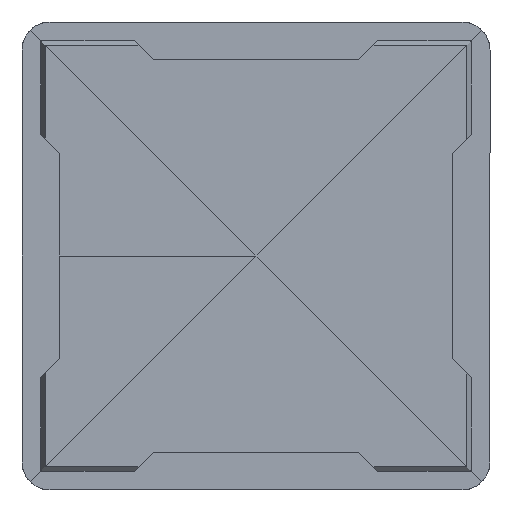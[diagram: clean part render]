
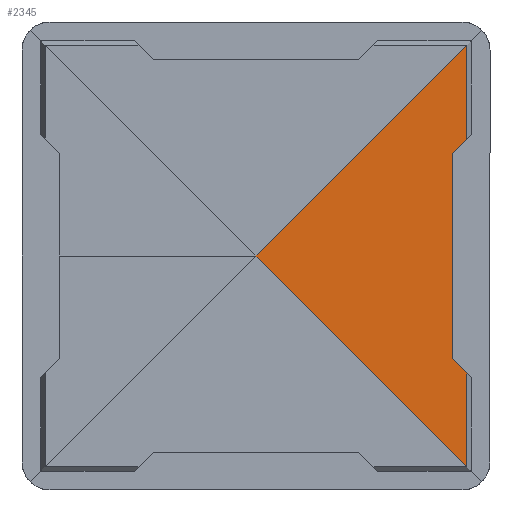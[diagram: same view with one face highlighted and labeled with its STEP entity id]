
A CAD part, front view. The second image highlights one B-rep face of the part: STEP entity #2345.
In plain terms, the highlighted planar face has unit normal (0, -1, 0).
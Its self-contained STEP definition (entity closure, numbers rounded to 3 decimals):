
#23 = VERTEX_POINT ( 'NONE', #3930 ) ;
#142 = VECTOR ( 'NONE', #2706, 1000. ) ;
#147 = VERTEX_POINT ( 'NONE', #2269 ) ;
#447 = DIRECTION ( 'NONE',  ( 0., 0., -1. ) ) ;
#468 = CARTESIAN_POINT ( 'NONE',  ( 25., 0., 15. ) ) ;
#519 = CARTESIAN_POINT ( 'NONE',  ( 22.5, 0., 12.5 ) ) ;
#706 = EDGE_CURVE ( 'NONE', #2544, #3015, #2997, .T. ) ;
#779 = DIRECTION ( 'NONE',  ( 0., 0., 1. ) ) ;
#946 = EDGE_CURVE ( 'NONE', #2607, #1346, #2770, .T. ) ;
#967 = DIRECTION ( 'NONE',  ( 0.707, 0., -0.707 ) ) ;
#1047 = CARTESIAN_POINT ( 'NONE',  ( 21., 0., -11. ) ) ;
#1132 = VECTOR ( 'NONE', #3878, 1000. ) ;
#1170 = FACE_OUTER_BOUND ( 'NONE', #3823, .T. ) ;
#1211 = CARTESIAN_POINT ( 'NONE',  ( 22.5, 0., -26.1 ) ) ;
#1212 = ORIENTED_EDGE ( 'NONE', *, *, #3567, .F. ) ;
#1346 = VERTEX_POINT ( 'NONE', #2047 ) ;
#1437 = VECTOR ( 'NONE', #967, 1000. ) ;
#1469 = EDGE_CURVE ( 'NONE', #1346, #147, #1984, .T. ) ;
#1482 = PLANE ( 'NONE',  #3301 ) ;
#1483 = DIRECTION ( 'NONE',  ( 0., 0., 1. ) ) ;
#1520 = VECTOR ( 'NONE', #2095, 1000. ) ;
#1710 = VECTOR ( 'NONE', #1483, 1000. ) ;
#1741 = DIRECTION ( 'NONE',  ( -1., 0., 0. ) ) ;
#1779 = CARTESIAN_POINT ( 'NONE',  ( -13.05, 0., -13.05 ) ) ;
#1783 = DIRECTION ( 'NONE',  ( 0., 1., 0. ) ) ;
#1957 = VECTOR ( 'NONE', #779, 1000. ) ;
#1984 = LINE ( 'NONE', #2861, #1957 ) ;
#2024 = LINE ( 'NONE', #2638, #3296 ) ;
#2047 = CARTESIAN_POINT ( 'NONE',  ( 22.5, 0., -22.5 ) ) ;
#2095 = DIRECTION ( 'NONE',  ( 0.707, 0., 0.707 ) ) ;
#2169 = EDGE_CURVE ( 'NONE', #3015, #3641, #2024, .T. ) ;
#2180 = ORIENTED_EDGE ( 'NONE', *, *, #3479, .F. ) ;
#2269 = CARTESIAN_POINT ( 'NONE',  ( 22.5, 0., -12.5 ) ) ;
#2345 = ADVANCED_FACE ( 'NONE', ( #1170 ), #1482, .F. ) ;
#2378 = CARTESIAN_POINT ( 'NONE',  ( 0., 0., -26.1 ) ) ;
#2430 = LINE ( 'NONE', #1779, #1520 ) ;
#2519 = ORIENTED_EDGE ( 'NONE', *, *, #706, .F. ) ;
#2544 = VERTEX_POINT ( 'NONE', #519 ) ;
#2607 = VERTEX_POINT ( 'NONE', #3841 ) ;
#2638 = CARTESIAN_POINT ( 'NONE',  ( 21., 0., 11. ) ) ;
#2662 = LINE ( 'NONE', #1211, #1710 ) ;
#2706 = DIRECTION ( 'NONE',  ( 0.707, 0., -0.707 ) ) ;
#2770 = LINE ( 'NONE', #3735, #1437 ) ;
#2861 = CARTESIAN_POINT ( 'NONE',  ( 22.5, 0., -26.1 ) ) ;
#2875 = CARTESIAN_POINT ( 'NONE',  ( 21., 0., 11. ) ) ;
#2997 = LINE ( 'NONE', #468, #1132 ) ;
#3015 = VERTEX_POINT ( 'NONE', #2875 ) ;
#3036 = EDGE_CURVE ( 'NONE', #2544, #23, #2662, .T. ) ;
#3221 = ORIENTED_EDGE ( 'NONE', *, *, #3036, .T. ) ;
#3275 = ORIENTED_EDGE ( 'NONE', *, *, #1469, .T. ) ;
#3296 = VECTOR ( 'NONE', #447, 1000. ) ;
#3301 = AXIS2_PLACEMENT_3D ( 'NONE', #2378, #1783, #1741 ) ;
#3385 = ORIENTED_EDGE ( 'NONE', *, *, #2169, .F. ) ;
#3479 = EDGE_CURVE ( 'NONE', #3641, #147, #3659, .T. ) ;
#3567 = EDGE_CURVE ( 'NONE', #2607, #23, #2430, .T. ) ;
#3629 = ORIENTED_EDGE ( 'NONE', *, *, #946, .T. ) ;
#3641 = VERTEX_POINT ( 'NONE', #1047 ) ;
#3659 = LINE ( 'NONE', #3678, #142 ) ;
#3678 = CARTESIAN_POINT ( 'NONE',  ( 21., 0., -11. ) ) ;
#3735 = CARTESIAN_POINT ( 'NONE',  ( -13.05, 0., 13.05 ) ) ;
#3823 = EDGE_LOOP ( 'NONE', ( #2519, #3221, #1212, #3629, #3275, #2180, #3385 ) ) ;
#3841 = CARTESIAN_POINT ( 'NONE',  ( 0., 0., 0. ) ) ;
#3878 = DIRECTION ( 'NONE',  ( -0.707, 0., -0.707 ) ) ;
#3930 = CARTESIAN_POINT ( 'NONE',  ( 22.5, 0., 22.5 ) ) ;
